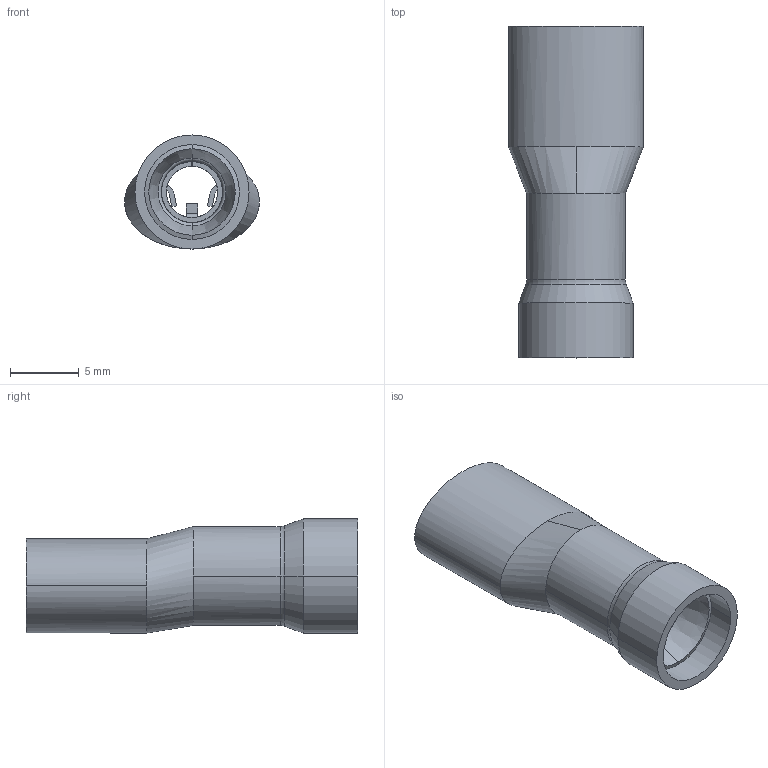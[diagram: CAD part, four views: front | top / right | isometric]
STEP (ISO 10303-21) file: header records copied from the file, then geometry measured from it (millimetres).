
FILE_DESCRIPTION (( 'STEP AP214' ), '1' );
FILE_NAME ('V70FV004009.step', '2017-09-28T13:26:46', ( '' ), ( '' ), 'SwSTEP 2.0', 'SolidWorks 2017', '' );
FILE_SCHEMA (( 'AUTOMOTIVE_DESIGN' ));
Length unit declared in the file: millimetre
Products named in the file (1): V70FV004009
Bounding box: 9.83 x 24.2 x 8.32 mm (x, y, z)
Volume: 531.5 mm3; surface area: 2023.6 mm2
Topology: 3 solids, 3 shells, 127 faces, 350 edges, 222 vertices
Faces by surface type: plane 51, cylinder 36, bspline 16, torus 14, cone 10
Entity records: 5435 total; most frequent: CARTESIAN_POINT 2223, ORIENTED_EDGE 696, DIRECTION 624, EDGE_CURVE 348, AXIS2_PLACEMENT_3D 222, VERTEX_POINT 222, LINE 180, VECTOR 180
